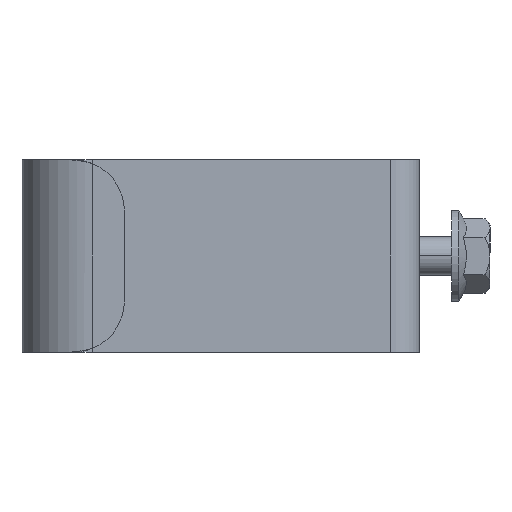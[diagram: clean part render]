
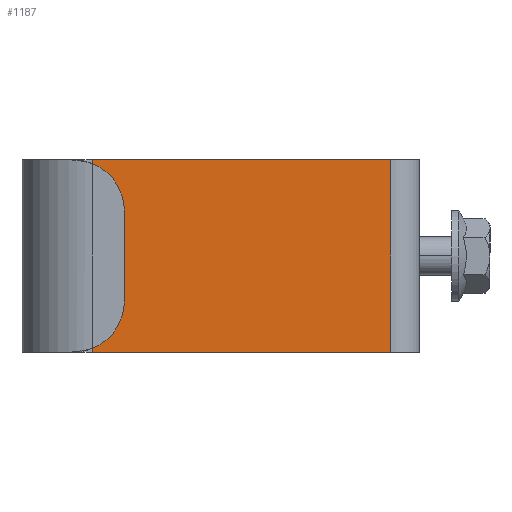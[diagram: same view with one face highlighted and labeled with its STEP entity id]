
A CAD part, left-side view. The second image highlights one B-rep face of the part: STEP entity #1187.
In plain terms, the highlighted planar face has unit normal (-1, 0, 0).
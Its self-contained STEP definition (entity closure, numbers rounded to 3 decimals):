
#34 = CARTESIAN_POINT ( 'NONE',  ( 1., 4.5, -15. ) ) ;
#90 = VECTOR ( 'NONE', #1575, 1000. ) ;
#139 = VECTOR ( 'NONE', #1331, 1000. ) ;
#144 = LINE ( 'NONE', #449, #139 ) ;
#152 = LINE ( 'NONE', #1587, #90 ) ;
#310 = ORIENTED_EDGE ( 'NONE', *, *, #1229, .T. ) ;
#449 = CARTESIAN_POINT ( 'NONE',  ( 1., 51., -6.056 ) ) ;
#476 = CARTESIAN_POINT ( 'NONE',  ( 1., 4.5, 15. ) ) ;
#546 = AXIS2_PLACEMENT_3D ( 'NONE', #1230, #1244, #1268 ) ;
#612 = CARTESIAN_POINT ( 'NONE',  ( 1., 51., -15. ) ) ;
#889 = CARTESIAN_POINT ( 'NONE',  ( 1., -16.712, 15. ) ) ;
#922 = EDGE_CURVE ( 'NONE', #1800, #2083, #144, .T. ) ;
#1086 = CARTESIAN_POINT ( 'NONE',  ( 1., 77.663, -15. ) ) ;
#1148 = PLANE ( 'NONE',  #546 ) ;
#1153 = DIRECTION ( 'NONE',  ( 0., -1., 0. ) ) ;
#1187 = ADVANCED_FACE ( 'NONE', ( #2235 ), #1148, .T. ) ;
#1229 = EDGE_CURVE ( 'NONE', #2083, #1643, #1811, .T. ) ;
#1230 = CARTESIAN_POINT ( 'NONE',  ( 1., 77.667, -6.056 ) ) ;
#1244 = DIRECTION ( 'NONE',  ( -1., 0., 0. ) ) ;
#1268 = DIRECTION ( 'NONE',  ( 0., 0., -1. ) ) ;
#1331 = DIRECTION ( 'NONE',  ( 0., 0., -1. ) ) ;
#1348 = EDGE_CURVE ( 'NONE', #1493, #1800, #1526, .T. ) ;
#1431 = ORIENTED_EDGE ( 'NONE', *, *, #1610, .T. ) ;
#1468 = VECTOR ( 'NONE', #2136, 1000. ) ;
#1483 = ORIENTED_EDGE ( 'NONE', *, *, #922, .T. ) ;
#1493 = VERTEX_POINT ( 'NONE', #476 ) ;
#1526 = LINE ( 'NONE', #889, #1468 ) ;
#1575 = DIRECTION ( 'NONE',  ( 0., 0., 1. ) ) ;
#1587 = CARTESIAN_POINT ( 'NONE',  ( 1., 4.5, -6.056 ) ) ;
#1610 = EDGE_CURVE ( 'NONE', #1643, #1493, #152, .T. ) ;
#1643 = VERTEX_POINT ( 'NONE', #34 ) ;
#1716 = ORIENTED_EDGE ( 'NONE', *, *, #1348, .T. ) ;
#1800 = VERTEX_POINT ( 'NONE', #1833 ) ;
#1811 = LINE ( 'NONE', #1086, #1891 ) ;
#1833 = CARTESIAN_POINT ( 'NONE',  ( 1., 51., 15. ) ) ;
#1891 = VECTOR ( 'NONE', #1153, 1000. ) ;
#2008 = EDGE_LOOP ( 'NONE', ( #310, #1431, #1716, #1483 ) ) ;
#2083 = VERTEX_POINT ( 'NONE', #612 ) ;
#2136 = DIRECTION ( 'NONE',  ( 0., 1., 0. ) ) ;
#2235 = FACE_OUTER_BOUND ( 'NONE', #2008, .T. ) ;
